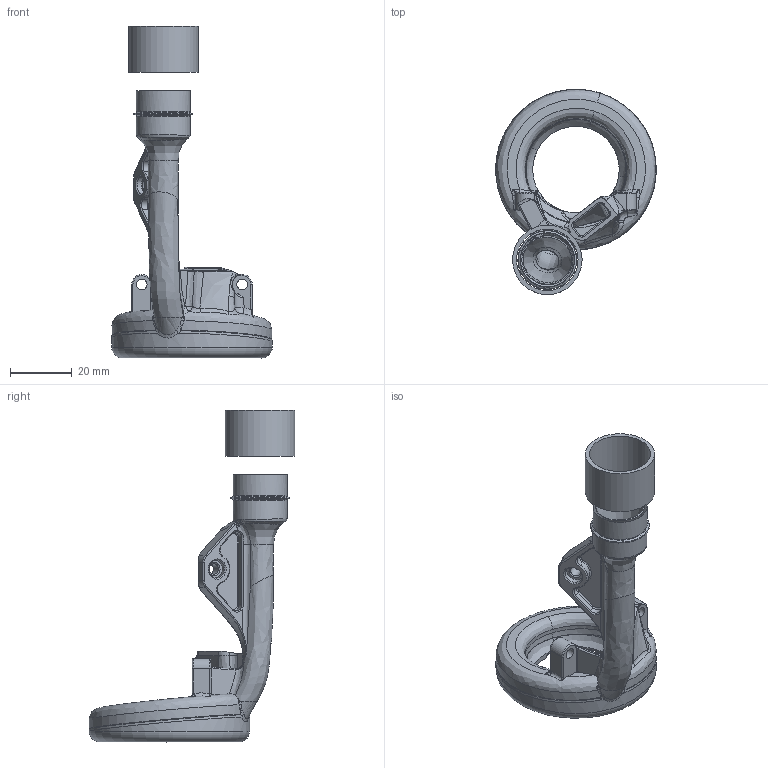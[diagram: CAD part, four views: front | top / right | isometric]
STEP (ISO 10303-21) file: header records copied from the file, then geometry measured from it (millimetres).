
FILE_DESCRIPTION(/* description */ (''),/* implementation_level */ '2;1');
FILE_NAME(/* name */ 'CrownCooler_Toolhead v1.step',/* time_stamp */ '2024-05-25T14:43:03+03:00',/* author */ (''),/* organization */ (''),/* preprocessor_version */ 'ST-DEVELOPER v20',/* originating_system */ 'Autodesk Translation Framework v13.14.0.145',/* authorisation */ '');
FILE_SCHEMA (('AUTOMOTIVE_DESIGN { 1 0 10303 214 3 1 1 }'));
Length unit declared in the file: millimetre
Products named in the file (3): CrownCooler_Toolhead; UniversalBody v25; HaloDuctLongOverhangUHF-RapidoV2 v29
Assembly tree (2 placements, depth 3):
  CrownCooler_Toolhead
    UniversalBody v25
      HaloDuctLongOverhangUHF-RapidoV2 v29
Bounding box: 51.95 x 66.62 x 107.5 mm (x, y, z)
Volume: 18075.6 mm3; surface area: 23127.6 mm2
Topology: 1 solids, 1 shells, 712 faces, 1922 edges, 1162 vertices
Faces by surface type: bspline 379, cylinder 141, plane 106, cone 42, torus 39, sphere 5
Full cylindrical faces by diameter (mm): 3.4 x3, 5.8 x1, 17.5 x2, 19.9 x2, 22.5 x1, 28 x1, 42.519 x1
Entity records: 36237 total; most frequent: CARTESIAN_POINT 20248, ORIENTED_EDGE 3806, DIRECTION 2708, EDGE_CURVE 1903, VERTEX_POINT 1162, AXIS2_PLACEMENT_3D 1137, EDGE_LOOP 725, FACE_OUTER_BOUND 712
